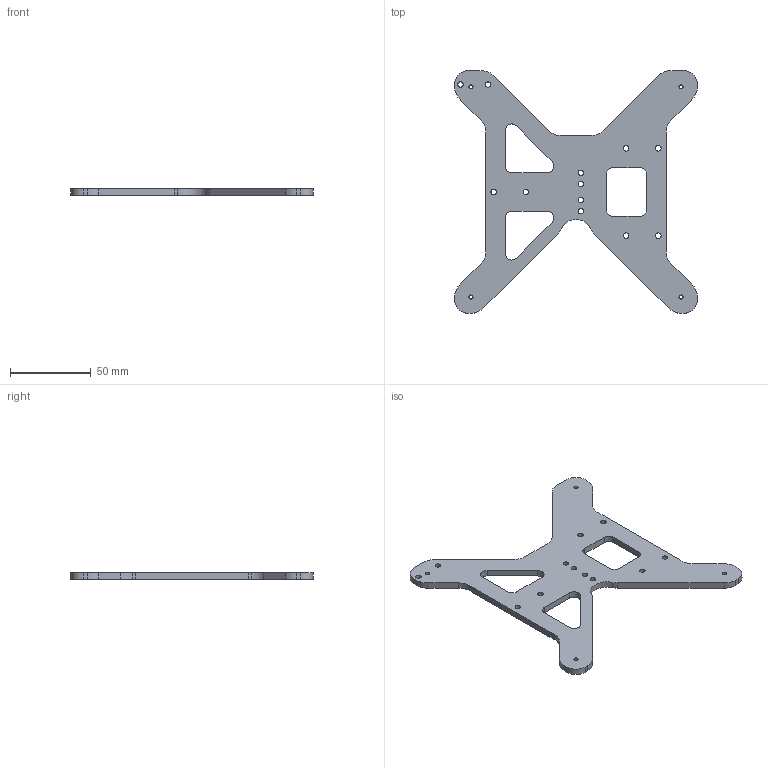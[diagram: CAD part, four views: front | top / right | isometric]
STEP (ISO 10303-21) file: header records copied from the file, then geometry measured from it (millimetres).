
FILE_DESCRIPTION(('FreeCAD Model'),'2;1');
FILE_NAME('Open CASCADE Shape Model','2025-02-13T16:56:43',(''),(''), 'Open CASCADE STEP processor 7.8','FreeCAD','Unknown');
FILE_SCHEMA(('AUTOMOTIVE_DESIGN { 1 0 10303 214 1 1 1 1 }'));
Length unit declared in the file: millimetre
Products named in the file (1): Body
Bounding box: 150 x 150 x 4 mm (x, y, z)
Volume: 40296.6 mm3; surface area: 24780.4 mm2
Topology: 1 solids, 1 shells, 82 faces, 240 edges, 160 vertices
Faces by surface type: cylinder 45, plane 35, bspline 2
Full cylindrical faces by diameter (mm): 2.529 x4, 3.4 x12
Entity records: 2924 total; most frequent: CARTESIAN_POINT 579, DIRECTION 484, ORIENTED_EDGE 480, EDGE_CURVE 240, AXIS2_PLACEMENT_3D 171, VERTEX_POINT 160, LINE 142, VECTOR 142
